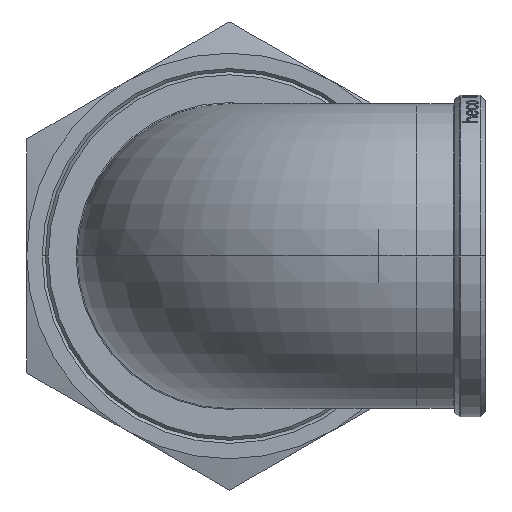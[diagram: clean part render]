
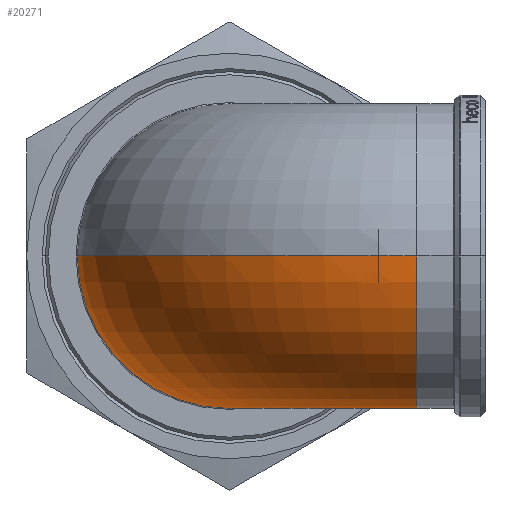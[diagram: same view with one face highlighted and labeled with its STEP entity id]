
A CAD part, left-side view. The second image highlights one B-rep face of the part: STEP entity #20271.
In plain terms, the highlighted toroidal (fillet/blend) face has major radius 42.5 mm and minor radius 34.5 mm.
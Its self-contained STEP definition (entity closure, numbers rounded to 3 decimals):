
#146 = ORIENTED_EDGE ( 'NONE', *, *, #20301, .F. ) ;
#221 = CARTESIAN_POINT ( 'NONE',  ( -34.5, 15.5, 0. ) ) ;
#338 = VERTEX_POINT ( 'NONE', #16560 ) ;
#379 = CARTESIAN_POINT ( 'NONE',  ( -33.995, 24.3, 0. ) ) ;
#553 = CARTESIAN_POINT ( 'NONE',  ( 42.5, 58., 0. ) ) ;
#813 = EDGE_CURVE ( 'NONE', #1454, #4447, #4724, .T. ) ;
#1152 = AXIS2_PLACEMENT_3D ( 'NONE', #23397, #3466, #12548 ) ;
#1454 = VERTEX_POINT ( 'NONE', #21231 ) ;
#2325 = DIRECTION ( 'NONE',  ( 1., 0., 0. ) ) ;
#2971 = ORIENTED_EDGE ( 'NONE', *, *, #13289, .T. ) ;
#2994 = ORIENTED_EDGE ( 'NONE', *, *, #7135, .F. ) ;
#3466 = DIRECTION ( 'NONE',  ( 0., 0., -1. ) ) ;
#3496 = DIRECTION ( 'NONE',  ( 1., 0., 0. ) ) ;
#3644 = TOROIDAL_SURFACE ( 'NONE', #9012, 42.5, 34.5 ) ;
#3874 = CARTESIAN_POINT ( 'NONE',  ( -34., 24.261, -2.033 ) ) ;
#3909 = DIRECTION ( 'NONE',  ( 0., 1., 0. ) ) ;
#4137 = AXIS2_PLACEMENT_3D ( 'NONE', #553, #2325, #15120 ) ;
#4447 = VERTEX_POINT ( 'NONE', #13752 ) ;
#4724 = CIRCLE ( 'NONE', #4958, 77. ) ;
#4958 = AXIS2_PLACEMENT_3D ( 'NONE', #20402, #9542, #13026 ) ;
#5045 = CARTESIAN_POINT ( 'NONE',  ( 34.5, 15.5, 0. ) ) ;
#5252 = ORIENTED_EDGE ( 'NONE', *, *, #8708, .F. ) ;
#5727 = DIRECTION ( 'NONE',  ( 0., 0., -1. ) ) ;
#6164 = VERTEX_POINT ( 'NONE', #5045 ) ;
#6184 = CARTESIAN_POINT ( 'NONE',  ( -33.449, 24.3, -6.098 ) ) ;
#6527 = ORIENTED_EDGE ( 'NONE', *, *, #23580, .F. ) ;
#7135 = EDGE_CURVE ( 'NONE', #22531, #4447, #21117, .T. ) ;
#7198 = VERTEX_POINT ( 'NONE', #221 ) ;
#7477 = CARTESIAN_POINT ( 'NONE',  ( -33.816, 24.3, -4.065 ) ) ;
#7633 = CARTESIAN_POINT ( 'NONE',  ( 42.5, 15.5, 0. ) ) ;
#8282 = ORIENTED_EDGE ( 'NONE', *, *, #10260, .T. ) ;
#8363 = EDGE_CURVE ( 'NONE', #7198, #21574, #19348, .T. ) ;
#8708 = EDGE_CURVE ( 'NONE', #7198, #6164, #23596, .T. ) ;
#9012 = AXIS2_PLACEMENT_3D ( 'NONE', #16078, #20288, #3909 ) ;
#9218 = CARTESIAN_POINT ( 'NONE',  ( 42.5, 58., -34.5 ) ) ;
#9542 = DIRECTION ( 'NONE',  ( 0., 0., -1. ) ) ;
#9673 = CIRCLE ( 'NONE', #4137, 34.5 ) ;
#10260 = EDGE_CURVE ( 'NONE', #21574, #21371, #17179, .T. ) ;
#10369 = ORIENTED_EDGE ( 'NONE', *, *, #8363, .T. ) ;
#10624 = AXIS2_PLACEMENT_3D ( 'NONE', #22391, #15398, #17302 ) ;
#11299 = CARTESIAN_POINT ( 'NONE',  ( -33.449, 24.3, -6.098 ) ) ;
#12415 = DIRECTION ( 'NONE',  ( 0., 1., 0. ) ) ;
#12548 = DIRECTION ( 'NONE',  ( 0., 1., 0. ) ) ;
#13026 = DIRECTION ( 'NONE',  ( 0., 1., 0. ) ) ;
#13052 = CARTESIAN_POINT ( 'NONE',  ( -33.995, 24.3, -2.033 ) ) ;
#13289 = EDGE_CURVE ( 'NONE', #21371, #1454, #20175, .T. ) ;
#13752 = CARTESIAN_POINT ( 'NONE',  ( 42.5, 92.5, 0. ) ) ;
#13881 = FACE_OUTER_BOUND ( 'NONE', #23012, .T. ) ;
#14515 = CARTESIAN_POINT ( 'NONE',  ( -33.819, 24.273, -4.065 ) ) ;
#14757 = CARTESIAN_POINT ( 'NONE',  ( -34., 24.261, 0. ) ) ;
#15120 = DIRECTION ( 'NONE',  ( 0., 1., 0. ) ) ;
#15398 = DIRECTION ( 'NONE',  ( 0., -1., 0. ) ) ;
#16078 = CARTESIAN_POINT ( 'NONE',  ( 42.5, 15.5, 0. ) ) ;
#16560 = CARTESIAN_POINT ( 'NONE',  ( 42.5, 23.5, 0. ) ) ;
#17179 = B_SPLINE_CURVE_WITH_KNOTS ( 'NONE', 3,
 ( #14757, #3874, #14515, #21908 ),
 .UNSPECIFIED., .F., .F.,
 ( 4, 4 ),
 ( 0.006, 0.012 ),
 .UNSPECIFIED. ) ;
#17302 = DIRECTION ( 'NONE',  ( -1., 0., 0. ) ) ;
#17726 = ORIENTED_EDGE ( 'NONE', *, *, #813, .T. ) ;
#17824 = CARTESIAN_POINT ( 'NONE',  ( 42.5, 58., 0. ) ) ;
#18229 = CARTESIAN_POINT ( 'NONE',  ( -34., 24.261, 0. ) ) ;
#19348 = CIRCLE ( 'NONE', #1152, 77. ) ;
#19703 = AXIS2_PLACEMENT_3D ( 'NONE', #17824, #3496, #12415 ) ;
#20175 = B_SPLINE_CURVE_WITH_KNOTS ( 'NONE', 3,
 ( #11299, #7477, #13052, #379 ),
 .UNSPECIFIED., .F., .F.,
 ( 4, 4 ),
 ( 0., 0.006 ),
 .UNSPECIFIED. ) ;
#20271 = ADVANCED_FACE ( 'NONE', ( #13881 ), #3644, .T. ) ;
#20288 = DIRECTION ( 'NONE',  ( 0., 0., -1. ) ) ;
#20301 = EDGE_CURVE ( 'NONE', #338, #22531, #9673, .T. ) ;
#20402 = CARTESIAN_POINT ( 'NONE',  ( 42.5, 15.5, 0. ) ) ;
#20931 = CIRCLE ( 'NONE', #23494, 8. ) ;
#21117 = CIRCLE ( 'NONE', #19703, 34.5 ) ;
#21231 = CARTESIAN_POINT ( 'NONE',  ( -33.995, 24.3, 0. ) ) ;
#21371 = VERTEX_POINT ( 'NONE', #6184 ) ;
#21574 = VERTEX_POINT ( 'NONE', #18229 ) ;
#21908 = CARTESIAN_POINT ( 'NONE',  ( -33.449, 24.3, -6.098 ) ) ;
#22168 = DIRECTION ( 'NONE',  ( 0., 1., 0. ) ) ;
#22391 = CARTESIAN_POINT ( 'NONE',  ( 0., 15.5, 0. ) ) ;
#22531 = VERTEX_POINT ( 'NONE', #9218 ) ;
#23012 = EDGE_LOOP ( 'NONE', ( #5252, #10369, #8282, #2971, #17726, #2994, #146, #6527 ) ) ;
#23397 = CARTESIAN_POINT ( 'NONE',  ( 42.5, 15.5, 0. ) ) ;
#23494 = AXIS2_PLACEMENT_3D ( 'NONE', #7633, #5727, #22168 ) ;
#23580 = EDGE_CURVE ( 'NONE', #6164, #338, #20931, .T. ) ;
#23596 = CIRCLE ( 'NONE', #10624, 34.5 ) ;
